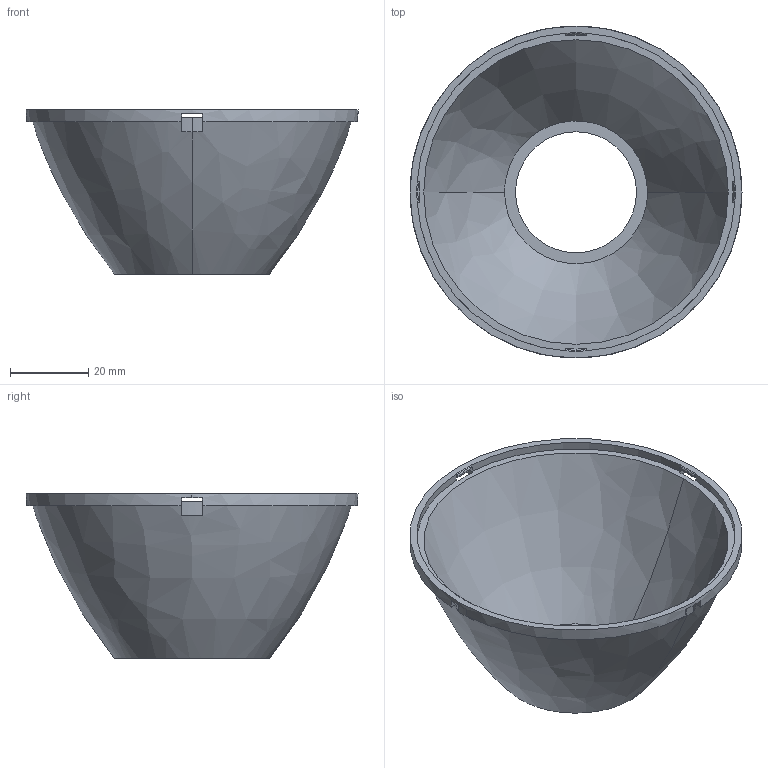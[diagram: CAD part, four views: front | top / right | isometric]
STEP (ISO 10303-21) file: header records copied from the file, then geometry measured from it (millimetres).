
FILE_DESCRIPTION (( 'STEP AP214' ), '1' );
FILE_NAME ('8542T.STEP', '2016-12-15T09:04:35', ( 'Win' ), ( 'Win' ), 'SwSTEP 2.0', 'SolidWorks 2016', '' );
FILE_SCHEMA (( 'AUTOMOTIVE_DESIGN' ));
Length unit declared in the file: millimetre
Products named in the file (1): 8542T
Bounding box: 85 x 85 x 42 mm (x, y, z)
Volume: 22316.1 mm3; surface area: 20572.1 mm2
Topology: 1 solids, 1 shells, 64 faces, 185 edges, 117 vertices
Faces by surface type: plane 28, cylinder 14, cone 12, bspline 10
Entity records: 2380 total; most frequent: CARTESIAN_POINT 743, ORIENTED_EDGE 370, DIRECTION 310, EDGE_CURVE 185, AXIS2_PLACEMENT_3D 122, VERTEX_POINT 117, EDGE_LOOP 68, CIRCLE 67
